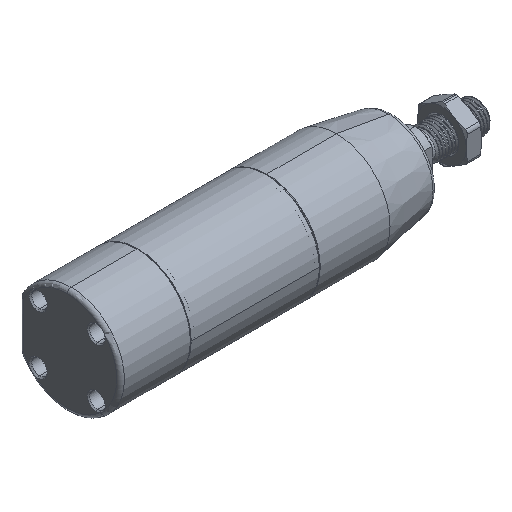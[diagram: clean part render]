
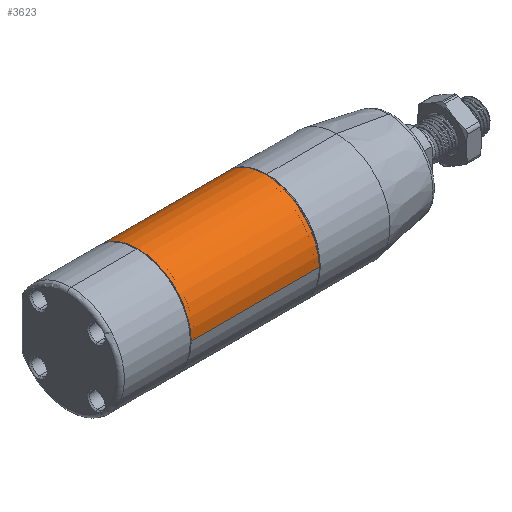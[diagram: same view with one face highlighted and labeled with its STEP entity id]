
A CAD part, isometric view. The second image highlights one B-rep face of the part: STEP entity #3623.
In plain terms, the highlighted cylindrical face has radius 20.8 mm (diameter 41.6 mm), a partial arc.
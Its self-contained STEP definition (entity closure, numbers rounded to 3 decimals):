
#348 = CARTESIAN_POINT ( 'NONE',  ( 0., 0., 0. ) ) ;
#652 = DIRECTION ( 'NONE',  ( 0., 0., 1. ) ) ;
#943 = DIRECTION ( 'NONE',  ( -1., 0., 0. ) ) ;
#2891 = DIRECTION ( 'NONE',  ( -1., 0., 0. ) ) ;
#3623 = ADVANCED_FACE ( 'NONE', ( #13686 ), #25226, .T. ) ;
#4111 = EDGE_LOOP ( 'NONE', ( #17880, #16136, #6405, #14829 ) ) ;
#5188 = AXIS2_PLACEMENT_3D ( 'NONE', #22666, #20422, #5206 ) ;
#5206 = DIRECTION ( 'NONE',  ( 0., 0., 1. ) ) ;
#6000 = LINE ( 'NONE', #24056, #10959 ) ;
#6332 = CARTESIAN_POINT ( 'NONE',  ( 25., 0., 20.8 ) ) ;
#6405 = ORIENTED_EDGE ( 'NONE', *, *, #10748, .T. ) ;
#7537 = CIRCLE ( 'NONE', #5188, 20.8 ) ;
#9614 = AXIS2_PLACEMENT_3D ( 'NONE', #348, #2891, #652 ) ;
#10241 = EDGE_CURVE ( 'NONE', #24516, #21184, #18889, .T. ) ;
#10245 = EDGE_CURVE ( 'NONE', #14940, #12958, #7537, .T. ) ;
#10748 = EDGE_CURVE ( 'NONE', #12958, #21184, #19169, .T. ) ;
#10959 = VECTOR ( 'NONE', #12805, 1000. ) ;
#11288 = AXIS2_PLACEMENT_3D ( 'NONE', #15845, #24858, #13618 ) ;
#12805 = DIRECTION ( 'NONE',  ( -1., 0., 0. ) ) ;
#12958 = VERTEX_POINT ( 'NONE', #6332 ) ;
#13618 = DIRECTION ( 'NONE',  ( 0., 0., 1. ) ) ;
#13686 = FACE_OUTER_BOUND ( 'NONE', #4111, .T. ) ;
#14322 = CARTESIAN_POINT ( 'NONE',  ( -25., 0., -20.8 ) ) ;
#14829 = ORIENTED_EDGE ( 'NONE', *, *, #10241, .F. ) ;
#14940 = VERTEX_POINT ( 'NONE', #26087 ) ;
#15845 = CARTESIAN_POINT ( 'NONE',  ( -25., 0., 0. ) ) ;
#16136 = ORIENTED_EDGE ( 'NONE', *, *, #10245, .T. ) ;
#17880 = ORIENTED_EDGE ( 'NONE', *, *, #25852, .F. ) ;
#18889 = CIRCLE ( 'NONE', #11288, 20.8 ) ;
#18929 = VECTOR ( 'NONE', #943, 1000. ) ;
#19169 = LINE ( 'NONE', #28346, #18929 ) ;
#20422 = DIRECTION ( 'NONE',  ( -1., 0., 0. ) ) ;
#21184 = VERTEX_POINT ( 'NONE', #28244 ) ;
#22666 = CARTESIAN_POINT ( 'NONE',  ( 25., 0., 0. ) ) ;
#24056 = CARTESIAN_POINT ( 'NONE',  ( 0., 0., -20.8 ) ) ;
#24516 = VERTEX_POINT ( 'NONE', #14322 ) ;
#24858 = DIRECTION ( 'NONE',  ( -1., 0., 0. ) ) ;
#25226 = CYLINDRICAL_SURFACE ( 'NONE', #9614, 20.8 ) ;
#25852 = EDGE_CURVE ( 'NONE', #14940, #24516, #6000, .T. ) ;
#26087 = CARTESIAN_POINT ( 'NONE',  ( 25., 0., -20.8 ) ) ;
#28244 = CARTESIAN_POINT ( 'NONE',  ( -25., 0., 20.8 ) ) ;
#28346 = CARTESIAN_POINT ( 'NONE',  ( 0., 0., 20.8 ) ) ;
